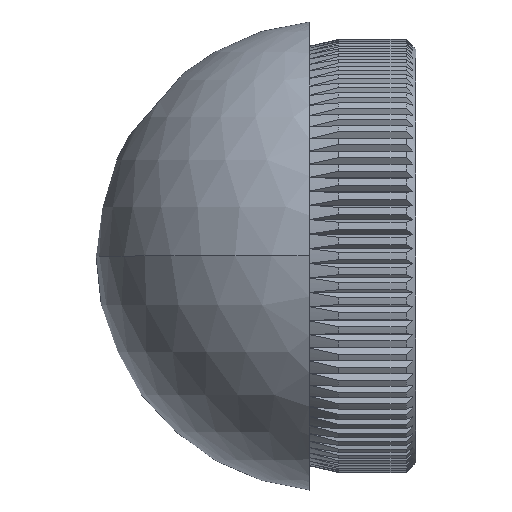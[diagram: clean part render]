
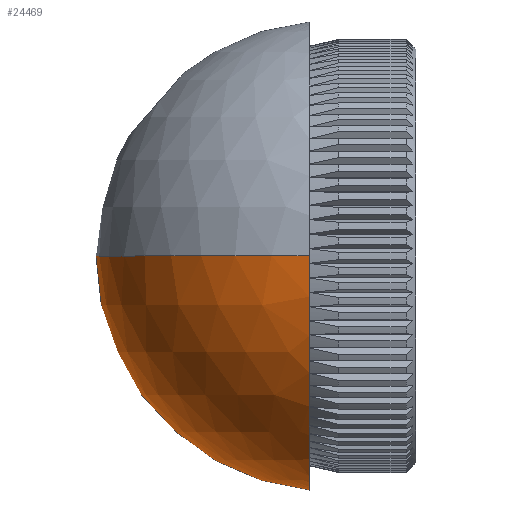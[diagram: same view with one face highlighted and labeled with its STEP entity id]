
A CAD part, left-side view. The second image highlights one B-rep face of the part: STEP entity #24469.
In plain terms, the highlighted spherical face has radius 24.255 mm.
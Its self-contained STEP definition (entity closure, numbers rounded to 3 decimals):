
#420 = AXIS2_PLACEMENT_3D ( 'NONE', #24139, #3467, #18487 ) ;
#2552 = DIRECTION ( 'NONE',  ( 1., 0., 0. ) ) ;
#3467 = DIRECTION ( 'NONE',  ( 0., -1., 0. ) ) ;
#3648 = EDGE_CURVE ( 'NONE', #20526, #19577, #5186, .T. ) ;
#4542 = DIRECTION ( 'NONE',  ( -1., 0., 0. ) ) ;
#4613 = DIRECTION ( 'NONE',  ( 0., 0., -1. ) ) ;
#4807 = EDGE_CURVE ( 'NONE', #23999, #19577, #18830, .T. ) ;
#5186 = CIRCLE ( 'NONE', #420, 24.15 ) ;
#5650 = DIRECTION ( 'NONE',  ( 0., 0., 1. ) ) ;
#6189 = CARTESIAN_POINT ( 'NONE',  ( 0., 33., 0. ) ) ;
#6223 = ORIENTED_EDGE ( 'NONE', *, *, #18023, .F. ) ;
#6941 = AXIS2_PLACEMENT_3D ( 'NONE', #23095, #17895, #2552 ) ;
#8273 = CARTESIAN_POINT ( 'NONE',  ( -24.15, 11., 0. ) ) ;
#12181 = FACE_OUTER_BOUND ( 'NONE', #20664, .T. ) ;
#12196 = ORIENTED_EDGE ( 'NONE', *, *, #3648, .F. ) ;
#14019 = CARTESIAN_POINT ( 'NONE',  ( 0., 8.745, 0. ) ) ;
#15135 = CARTESIAN_POINT ( 'NONE',  ( 24.15, 11., 0. ) ) ;
#15146 = CARTESIAN_POINT ( 'NONE',  ( 0., 8.745, 0. ) ) ;
#15163 = AXIS2_PLACEMENT_3D ( 'NONE', #15146, #5650, #15473 ) ;
#15473 = DIRECTION ( 'NONE',  ( 1., 0., 0. ) ) ;
#15974 = AXIS2_PLACEMENT_3D ( 'NONE', #14019, #4613, #4542 ) ;
#16201 = ORIENTED_EDGE ( 'NONE', *, *, #4807, .T. ) ;
#16956 = SPHERICAL_SURFACE ( 'NONE', #6941, 24.255 ) ;
#17895 = DIRECTION ( 'NONE',  ( 0., 0., 1. ) ) ;
#18023 = EDGE_CURVE ( 'NONE', #23999, #20526, #18492, .T. ) ;
#18487 = DIRECTION ( 'NONE',  ( 0., 0., -1. ) ) ;
#18492 = CIRCLE ( 'NONE', #15163, 24.255 ) ;
#18830 = CIRCLE ( 'NONE', #15974, 24.255 ) ;
#19577 = VERTEX_POINT ( 'NONE', #15135 ) ;
#20526 = VERTEX_POINT ( 'NONE', #8273 ) ;
#20664 = EDGE_LOOP ( 'NONE', ( #6223, #16201, #12196 ) ) ;
#23095 = CARTESIAN_POINT ( 'NONE',  ( 0., 8.745, 0. ) ) ;
#23999 = VERTEX_POINT ( 'NONE', #6189 ) ;
#24139 = CARTESIAN_POINT ( 'NONE',  ( 0., 11., 0. ) ) ;
#24469 = ADVANCED_FACE ( 'NONE', ( #12181 ), #16956, .T. ) ;
